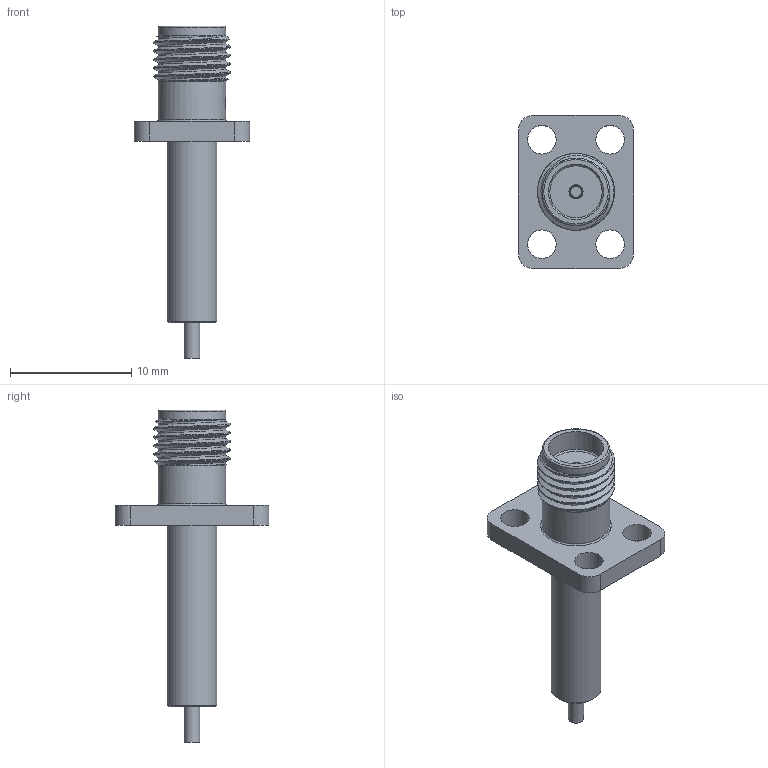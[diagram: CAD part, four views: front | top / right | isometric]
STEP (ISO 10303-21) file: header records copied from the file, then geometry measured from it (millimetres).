
FILE_DESCRIPTION (( 'STEP AP203' ), '1' );
FILE_NAME ('PE4538_3D.step', '2022-07-22T16:25:46', ( '' ), ( '' ), 'SwSTEP 2.0', 'SolidWorks 2021', '' );
FILE_SCHEMA (( 'CONFIG_CONTROL_DESIGN' ));
Length unit declared in the file: inch
Products named in the file (1): PE4538_3D
Bounding box: 9.53 x 12.7 x 27.43 mm (x, y, z)
Volume: 541.4 mm3; surface area: 747.6 mm2
Topology: 1 solids, 1 shells, 48 faces, 113 edges, 73 vertices
Faces by surface type: plane 20, cylinder 17, cone 6, bspline 3, torus 2
Full cylindrical faces by diameter (mm): 0.914 x1, 1.153 x1, 1.168 x1, 1.27 x1, 2.362 x4, 4.115 x1, 4.572 x1, 5.582 x2
Entity records: 3112 total; most frequent: CARTESIAN_POINT 2010, DIRECTION 210, ORIENTED_EDGE 186, EDGE_CURVE 93, AXIS2_PLACEMENT_3D 89, EDGE_LOOP 78, VERTEX_POINT 69, FACE_OUTER_BOUND 62
